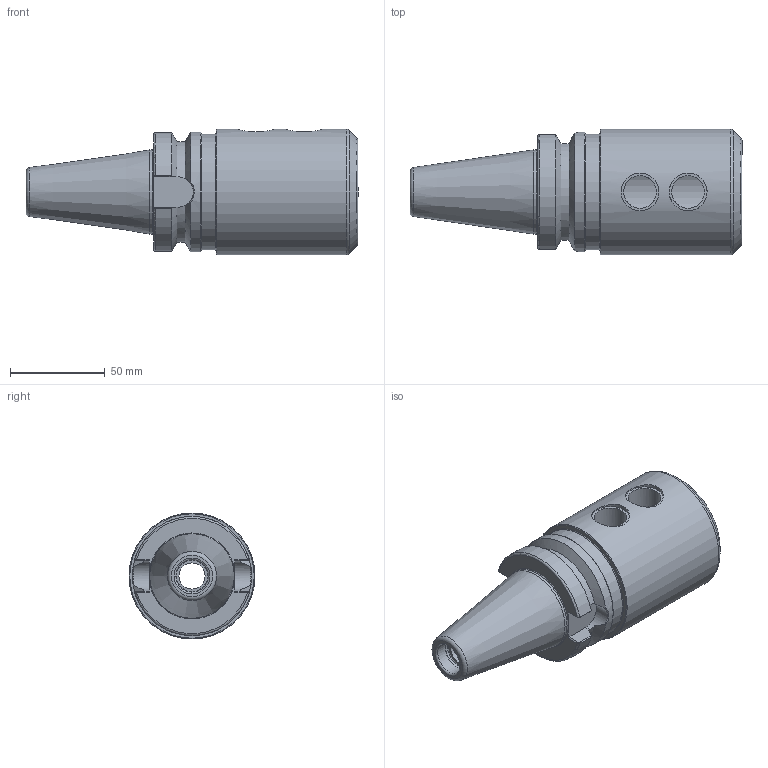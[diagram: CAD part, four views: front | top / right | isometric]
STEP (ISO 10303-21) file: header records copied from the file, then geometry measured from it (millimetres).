
FILE_DESCRIPTION(/* description */ (''),/* implementation_level */ '2;1');
FILE_NAME(/* name */ 'BT40-EM150-0433.stp',/* time_stamp */ '2019-07-22T15:17:33-05:00',/* author */ ('ldfli'),/* organization */ (''),/* preprocessor_version */ 'ST-DEVELOPER v18',/* originating_system */ 'Autodesk Inventor LT',/* authorisation */ '');
FILE_SCHEMA (('AUTOMOTIVE_DESIGN { 1 0 10303 214 3 1 1 }'));
Length unit declared in the file: millimetre
Products named in the file (1): BT40-EM150-0433
Bounding box: 175.38 x 66.52 x 66.52 mm (x, y, z)
Volume: 301945.8 mm3; surface area: 50239.4 mm2
Topology: 1 solids, 1 shells, 74 faces, 218 edges, 154 vertices
Faces by surface type: plane 26, cylinder 18, torus 13, bspline 10, cone 7
Full cylindrical faces by diameter (mm): 13.835 x1, 17 x1, 17.323 x2, 17.5 x1, 20 x2, 38.1 x1, 39.1 x1, 61 x1, 63 x1, 66.525 x1
Entity records: 3192 total; most frequent: CARTESIAN_POINT 1178, ORIENTED_EDGE 436, DIRECTION 397, EDGE_CURVE 218, AXIS2_PLACEMENT_3D 167, VERTEX_POINT 154, CIRCLE 102, EDGE_LOOP 88
